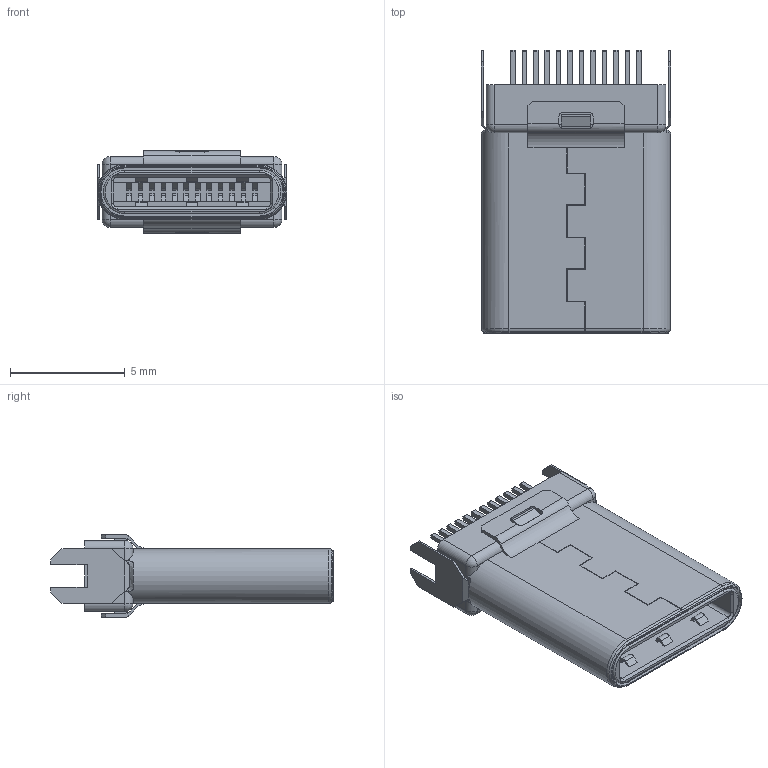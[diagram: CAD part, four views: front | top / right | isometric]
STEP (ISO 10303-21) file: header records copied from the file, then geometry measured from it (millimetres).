
FILE_DESCRIPTION(/* description */ (''),/* implementation_level */ '2;1');
FILE_NAME(/* name */ 'USB_TYPE_MALE_31C_J10A.stp',/* time_stamp */ '2025-07-28T20:45:59-07:00',/* author */ ('mmajz'),/* organization */ (''),/* preprocessor_version */ 'ST-DEVELOPER v17',/* originating_system */ 'Autodesk Inventor 2019',/* authorisation */ '');
FILE_SCHEMA (('AUTOMOTIVE_DESIGN { 1 0 10303 214 3 1 1 }'));
Length unit declared in the file: millimetre
Products named in the file (1): USB_TYPE_MALE_31C_J10A
Bounding box: 8.25 x 12.35 x 3.6 mm (x, y, z)
Volume: 188.4 mm3; surface area: 456.9 mm2
Topology: 1 solids, 1 shells, 585 faces, 1633 edges, 1076 vertices
Faces by surface type: plane 464, cylinder 103, torus 6, cone 6, sphere 4, bspline 2
Entity records: 19276 total; most frequent: CARTESIAN_POINT 3637, ORIENTED_EDGE 3266, DIRECTION 3007, EDGE_CURVE 1633, LINE 1383, VECTOR 1383, VERTEX_POINT 1076, AXIS2_PLACEMENT_3D 812
